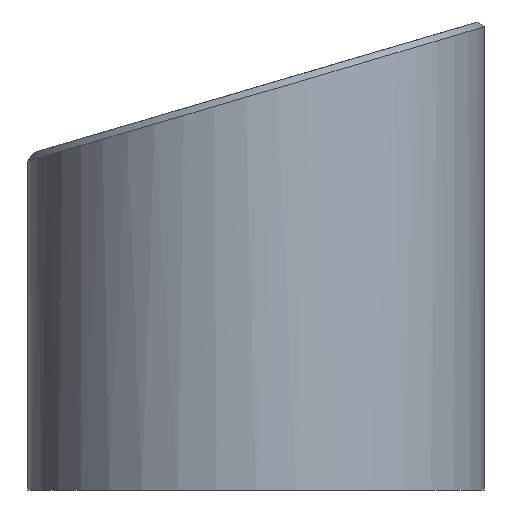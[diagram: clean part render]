
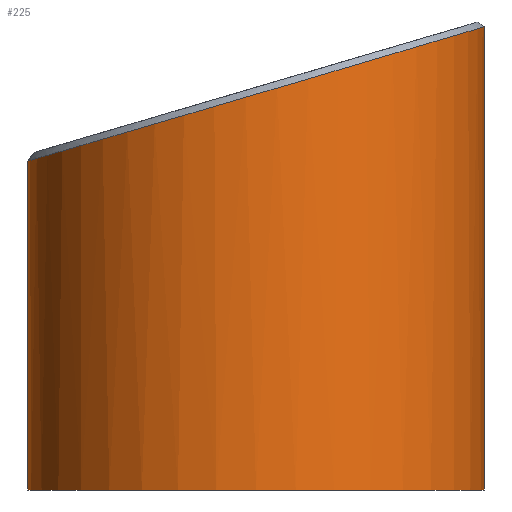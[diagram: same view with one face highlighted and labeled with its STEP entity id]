
A CAD part, front view. The second image highlights one B-rep face of the part: STEP entity #225.
In plain terms, the highlighted cylindrical face has radius 17 mm (diameter 34 mm), a partial arc.
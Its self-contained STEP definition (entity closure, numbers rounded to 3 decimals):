
#19=CIRCLE('',#252,17.);
#23=CYLINDRICAL_SURFACE('',#251,17.);
#28=B_SPLINE_CURVE_WITH_KNOTS('',3,(#374,#375,#376,#377,#378,#379,#380,
#381,#382,#383),.UNSPECIFIED.,.F.,.F.,(4,1,1,1,1,1,1,4),(0.,
0.449,0.898,1.346,1.795,2.244,
2.693,3.142),.UNSPECIFIED.);
#43=FACE_OUTER_BOUND('',#57,.T.);
#57=EDGE_LOOP('',(#171,#172,#173,#174));
#79=LINE('',#452,#97);
#80=LINE('',#455,#98);
#97=VECTOR('',#279,10.);
#98=VECTOR('',#282,10.);
#107=VERTEX_POINT('',#313);
#111=VERTEX_POINT('',#361);
#115=VERTEX_POINT('',#451);
#116=VERTEX_POINT('',#453);
#131=EDGE_CURVE('',#107,#111,#28,.T.);
#137=EDGE_CURVE('',#115,#107,#79,.T.);
#138=EDGE_CURVE('',#115,#116,#19,.T.);
#139=EDGE_CURVE('',#116,#111,#80,.T.);
#171=ORIENTED_EDGE('',*,*,#131,.F.);
#172=ORIENTED_EDGE('',*,*,#137,.F.);
#173=ORIENTED_EDGE('',*,*,#138,.T.);
#174=ORIENTED_EDGE('',*,*,#139,.T.);
#225=ADVANCED_FACE('',(#43),#23,.T.);
#251=AXIS2_PLACEMENT_3D('',#450,#277,#278);
#252=AXIS2_PLACEMENT_3D('',#454,#280,#281);
#277=DIRECTION('center_axis',(0.,0.,1.));
#278=DIRECTION('ref_axis',(-1.,0.,0.));
#279=DIRECTION('',(0.,0.,1.));
#280=DIRECTION('center_axis',(0.,0.,1.));
#281=DIRECTION('ref_axis',(-1.,0.,0.));
#282=DIRECTION('',(0.,0.,1.));
#313=CARTESIAN_POINT('',(-17.,-19.,24.5));
#361=CARTESIAN_POINT('',(17.,-19.,34.5));
#374=CARTESIAN_POINT('Ctrl Pts',(-17.,-19.,24.5));
#375=CARTESIAN_POINT('Ctrl Pts',(-17.,-21.565,24.5));
#376=CARTESIAN_POINT('Ctrl Pts',(-15.818,-26.693,24.845));
#377=CARTESIAN_POINT('Ctrl Pts',(-10.872,-32.825,26.289));
#378=CARTESIAN_POINT('Ctrl Pts',(-3.769,-36.177,28.37));
#379=CARTESIAN_POINT('Ctrl Pts',(4.055,-36.104,30.671));
#380=CARTESIAN_POINT('Ctrl Pts',(11.053,-32.667,32.738));
#381=CARTESIAN_POINT('Ctrl Pts',(15.861,-26.562,34.162));
#382=CARTESIAN_POINT('Ctrl Pts',(17.,-21.521,34.5));
#383=CARTESIAN_POINT('Ctrl Pts',(17.,-19.,34.5));
#450=CARTESIAN_POINT('Origin',(0.,-19.,0.));
#451=CARTESIAN_POINT('',(-17.,-19.,0.));
#452=CARTESIAN_POINT('',(-17.,-19.,0.));
#453=CARTESIAN_POINT('',(17.,-19.,0.));
#454=CARTESIAN_POINT('Origin',(0.,-19.,0.));
#455=CARTESIAN_POINT('',(17.,-19.,0.));
